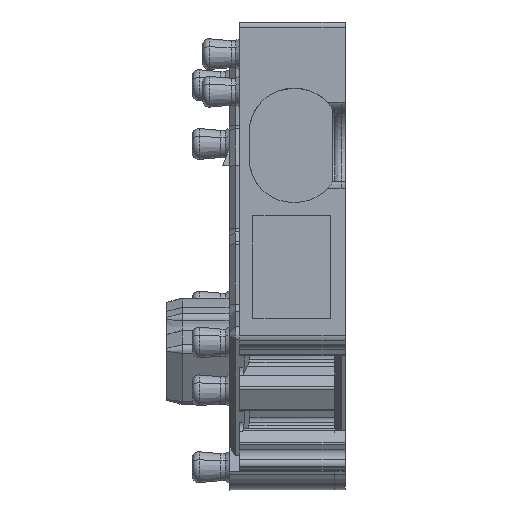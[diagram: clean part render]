
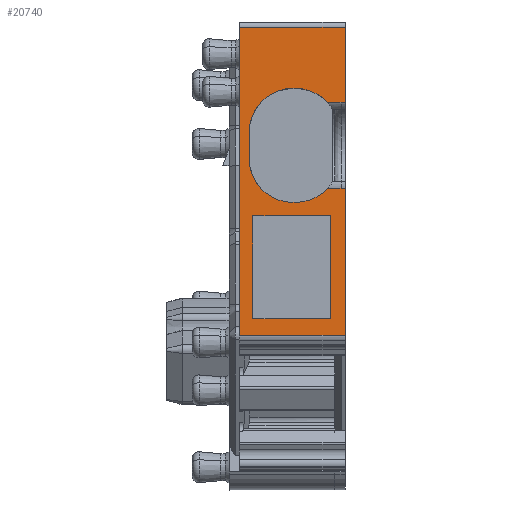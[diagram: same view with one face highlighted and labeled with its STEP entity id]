
A CAD part, top view. The second image highlights one B-rep face of the part: STEP entity #20740.
In plain terms, the highlighted planar face has unit normal (0, 0, 1).
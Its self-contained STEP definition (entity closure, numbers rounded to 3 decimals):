
#20590=AXIS2_PLACEMENT_3D('Plane Axis2P3D',#20587,#20588,#20589) ;
#20594=AXIS2_PLACEMENT_3D('Circle Axis2P3D',#20592,#20593,$) ;
#20610=AXIS2_PLACEMENT_3D('Circle Axis2P3D',#20608,#20609,$) ;
#20617=AXIS2_PLACEMENT_3D('Circle Axis2P3D',#20615,#20616,$) ;
#20631=AXIS2_PLACEMENT_3D('Circle Axis2P3D',#20629,#20630,$) ;
#20669=AXIS2_PLACEMENT_3D('Circle Axis2P3D',#20667,#20668,$) ;
#20683=AXIS2_PLACEMENT_3D('Circle Axis2P3D',#20681,#20682,$) ;
#15293=CARTESIAN_POINT('Vertex',(3.5,7.434,40.75)) ;
#15296=CARTESIAN_POINT('Line Origine',(3.5,14.867,40.75)) ;
#15300=CARTESIAN_POINT('Vertex',(3.5,22.3,40.75)) ;
#15887=CARTESIAN_POINT('Vertex',(8.6,22.3,40.75)) ;
#15890=CARTESIAN_POINT('Line Origine',(8.6,20.487,40.75)) ;
#15894=CARTESIAN_POINT('Vertex',(8.6,18.675,40.75)) ;
#15944=CARTESIAN_POINT('Vertex',(8.6,14.525,40.75)) ;
#15947=CARTESIAN_POINT('Line Origine',(8.6,10.979,40.75)) ;
#15951=CARTESIAN_POINT('Vertex',(8.6,7.434,40.75)) ;
#20575=CARTESIAN_POINT('Line Origine',(7.19,22.3,40.75)) ;
#20587=CARTESIAN_POINT('Axis2P3D Location',(3.5,22.3,40.75)) ;
#20592=CARTESIAN_POINT('Axis2P3D Location',(6.075,15.95,40.75)) ;
#20596=CARTESIAN_POINT('Vertex',(3.975,15.95,40.75)) ;
#20598=CARTESIAN_POINT('Vertex',(4.532,14.525,40.75)) ;
#20601=CARTESIAN_POINT('Line Origine',(3.975,16.6,40.75)) ;
#20605=CARTESIAN_POINT('Vertex',(3.975,17.25,40.75)) ;
#20608=CARTESIAN_POINT('Axis2P3D Location',(6.075,17.25,40.75)) ;
#20612=CARTESIAN_POINT('Vertex',(4.532,18.675,40.75)) ;
#20615=CARTESIAN_POINT('Axis2P3D Location',(6.075,17.25,40.75)) ;
#20619=CARTESIAN_POINT('Vertex',(6.075,19.35,40.75)) ;
#20622=CARTESIAN_POINT('Line Origine',(6.138,19.35,40.75)) ;
#20626=CARTESIAN_POINT('Vertex',(6.2,19.35,40.75)) ;
#20629=CARTESIAN_POINT('Axis2P3D Location',(6.2,17.25,40.75)) ;
#20633=CARTESIAN_POINT('Vertex',(7.743,18.675,40.75)) ;
#20636=CARTESIAN_POINT('Line Origine',(8.071,18.675,40.75)) ;
#20640=CARTESIAN_POINT('Vertex',(8.4,18.675,40.75)) ;
#20643=CARTESIAN_POINT('Line Origine',(8.5,18.675,40.75)) ;
#20648=CARTESIAN_POINT('Line Origine',(6.05,7.434,40.75)) ;
#20653=CARTESIAN_POINT('Line Origine',(8.5,14.525,40.75)) ;
#20657=CARTESIAN_POINT('Vertex',(8.4,14.525,40.75)) ;
#20660=CARTESIAN_POINT('Line Origine',(8.071,14.525,40.75)) ;
#20664=CARTESIAN_POINT('Vertex',(7.743,14.525,40.75)) ;
#20667=CARTESIAN_POINT('Axis2P3D Location',(6.2,15.95,40.75)) ;
#20671=CARTESIAN_POINT('Vertex',(6.2,13.85,40.75)) ;
#20674=CARTESIAN_POINT('Line Origine',(6.138,13.85,40.75)) ;
#20678=CARTESIAN_POINT('Vertex',(6.075,13.85,40.75)) ;
#20681=CARTESIAN_POINT('Axis2P3D Location',(6.075,15.95,40.75)) ;
#20706=CARTESIAN_POINT('Line Origine',(6.025,8.245,40.75)) ;
#20710=CARTESIAN_POINT('Vertex',(4.15,8.245,40.75)) ;
#20712=CARTESIAN_POINT('Vertex',(7.9,8.245,40.75)) ;
#20715=CARTESIAN_POINT('Line Origine',(4.15,10.725,40.75)) ;
#20719=CARTESIAN_POINT('Vertex',(4.15,13.204,40.75)) ;
#20722=CARTESIAN_POINT('Line Origine',(6.025,13.204,40.75)) ;
#20726=CARTESIAN_POINT('Vertex',(7.9,13.204,40.75)) ;
#20729=CARTESIAN_POINT('Line Origine',(7.9,10.725,40.75)) ;
#15297=DIRECTION('Vector Direction',(0.,-1.,0.)) ;
#15891=DIRECTION('Vector Direction',(0.,-1.,0.)) ;
#15948=DIRECTION('Vector Direction',(0.,-1.,0.)) ;
#20576=DIRECTION('Vector Direction',(1.,0.,0.)) ;
#20588=DIRECTION('Axis2P3D Direction',(0.,0.,1.)) ;
#20589=DIRECTION('Axis2P3D XDirection',(0.,-1.,0.)) ;
#20593=DIRECTION('Axis2P3D Direction',(0.,0.,1.)) ;
#20602=DIRECTION('Vector Direction',(0.,-1.,0.)) ;
#20609=DIRECTION('Axis2P3D Direction',(0.,0.,1.)) ;
#20616=DIRECTION('Axis2P3D Direction',(0.,0.,1.)) ;
#20623=DIRECTION('Vector Direction',(-1.,0.,0.)) ;
#20630=DIRECTION('Axis2P3D Direction',(0.,0.,1.)) ;
#20637=DIRECTION('Vector Direction',(-1.,0.,0.)) ;
#20644=DIRECTION('Vector Direction',(1.,0.,0.)) ;
#20649=DIRECTION('Vector Direction',(1.,0.,0.)) ;
#20654=DIRECTION('Vector Direction',(1.,0.,0.)) ;
#20661=DIRECTION('Vector Direction',(-1.,0.,0.)) ;
#20668=DIRECTION('Axis2P3D Direction',(0.,0.,1.)) ;
#20675=DIRECTION('Vector Direction',(1.,0.,0.)) ;
#20682=DIRECTION('Axis2P3D Direction',(0.,0.,1.)) ;
#20707=DIRECTION('Vector Direction',(1.,0.,0.)) ;
#20716=DIRECTION('Vector Direction',(0.,-1.,0.)) ;
#20723=DIRECTION('Vector Direction',(1.,0.,0.)) ;
#20730=DIRECTION('Vector Direction',(0.,-1.,0.)) ;
#15298=VECTOR('Line Direction',#15297,1.) ;
#15892=VECTOR('Line Direction',#15891,1.) ;
#15949=VECTOR('Line Direction',#15948,1.) ;
#20577=VECTOR('Line Direction',#20576,1.) ;
#20603=VECTOR('Line Direction',#20602,1.) ;
#20624=VECTOR('Line Direction',#20623,1.) ;
#20638=VECTOR('Line Direction',#20637,1.) ;
#20645=VECTOR('Line Direction',#20644,1.) ;
#20650=VECTOR('Line Direction',#20649,1.) ;
#20655=VECTOR('Line Direction',#20654,1.) ;
#20662=VECTOR('Line Direction',#20661,1.) ;
#20676=VECTOR('Line Direction',#20675,1.) ;
#20708=VECTOR('Line Direction',#20707,1.) ;
#20717=VECTOR('Line Direction',#20716,1.) ;
#20724=VECTOR('Line Direction',#20723,1.) ;
#20731=VECTOR('Line Direction',#20730,1.) ;
#20687=ORIENTED_EDGE('',*,*,#20600,.F.) ;
#20688=ORIENTED_EDGE('',*,*,#20607,.F.) ;
#20689=ORIENTED_EDGE('',*,*,#20614,.F.) ;
#20690=ORIENTED_EDGE('',*,*,#20621,.F.) ;
#20691=ORIENTED_EDGE('',*,*,#20628,.F.) ;
#20692=ORIENTED_EDGE('',*,*,#20635,.F.) ;
#20693=ORIENTED_EDGE('',*,*,#20642,.F.) ;
#20694=ORIENTED_EDGE('',*,*,#20647,.T.) ;
#20695=ORIENTED_EDGE('',*,*,#15896,.F.) ;
#20696=ORIENTED_EDGE('',*,*,#20579,.F.) ;
#20697=ORIENTED_EDGE('',*,*,#15302,.T.) ;
#20698=ORIENTED_EDGE('',*,*,#20652,.T.) ;
#20699=ORIENTED_EDGE('',*,*,#15953,.F.) ;
#20700=ORIENTED_EDGE('',*,*,#20659,.F.) ;
#20701=ORIENTED_EDGE('',*,*,#20666,.T.) ;
#20702=ORIENTED_EDGE('',*,*,#20673,.F.) ;
#20703=ORIENTED_EDGE('',*,*,#20680,.F.) ;
#20704=ORIENTED_EDGE('',*,*,#20685,.F.) ;
#20735=ORIENTED_EDGE('',*,*,#20714,.F.) ;
#20736=ORIENTED_EDGE('',*,*,#20721,.F.) ;
#20737=ORIENTED_EDGE('',*,*,#20728,.F.) ;
#20738=ORIENTED_EDGE('',*,*,#20733,.F.) ;
#20739=FACE_BOUND('',#20734,.T.) ;
#20740=ADVANCED_FACE('V2',(#20705,#20739),#20591,.T.) ;
#20595=CIRCLE('generated circle',#20594,2.1) ;
#20611=CIRCLE('generated circle',#20610,2.1) ;
#20618=CIRCLE('generated circle',#20617,2.1) ;
#20632=CIRCLE('generated circle',#20631,2.1) ;
#20670=CIRCLE('generated circle',#20669,2.1) ;
#20684=CIRCLE('generated circle',#20683,2.1) ;
#15302=EDGE_CURVE('',#15301,#15294,#15299,.T.) ;
#15896=EDGE_CURVE('',#15888,#15895,#15893,.T.) ;
#15953=EDGE_CURVE('',#15945,#15952,#15950,.T.) ;
#20579=EDGE_CURVE('',#15301,#15888,#20578,.T.) ;
#20600=EDGE_CURVE('',#20597,#20599,#20595,.T.) ;
#20607=EDGE_CURVE('',#20606,#20597,#20604,.T.) ;
#20614=EDGE_CURVE('',#20613,#20606,#20611,.T.) ;
#20621=EDGE_CURVE('',#20620,#20613,#20618,.T.) ;
#20628=EDGE_CURVE('',#20627,#20620,#20625,.T.) ;
#20635=EDGE_CURVE('',#20634,#20627,#20632,.T.) ;
#20642=EDGE_CURVE('',#20641,#20634,#20639,.T.) ;
#20647=EDGE_CURVE('',#20641,#15895,#20646,.T.) ;
#20652=EDGE_CURVE('',#15294,#15952,#20651,.T.) ;
#20659=EDGE_CURVE('',#20658,#15945,#20656,.T.) ;
#20666=EDGE_CURVE('',#20658,#20665,#20663,.T.) ;
#20673=EDGE_CURVE('',#20672,#20665,#20670,.T.) ;
#20680=EDGE_CURVE('',#20679,#20672,#20677,.T.) ;
#20685=EDGE_CURVE('',#20599,#20679,#20684,.T.) ;
#20714=EDGE_CURVE('',#20711,#20713,#20709,.T.) ;
#20721=EDGE_CURVE('',#20720,#20711,#20718,.T.) ;
#20728=EDGE_CURVE('',#20727,#20720,#20725,.F.) ;
#20733=EDGE_CURVE('',#20713,#20727,#20732,.F.) ;
#20686=EDGE_LOOP('',(#20687,#20688,#20689,#20690,#20691,#20692,#20693,#20694,#20695,#20696,#20697,#20698,#20699,#20700,#20701,#20702,#20703,#20704)) ;
#20734=EDGE_LOOP('',(#20735,#20736,#20737,#20738)) ;
#20705=FACE_OUTER_BOUND('',#20686,.T.) ;
#15299=LINE('Line',#15296,#15298) ;
#15893=LINE('Line',#15890,#15892) ;
#15950=LINE('Line',#15947,#15949) ;
#20578=LINE('Line',#20575,#20577) ;
#20604=LINE('Line',#20601,#20603) ;
#20625=LINE('Line',#20622,#20624) ;
#20639=LINE('Line',#20636,#20638) ;
#20646=LINE('Line',#20643,#20645) ;
#20651=LINE('Line',#20648,#20650) ;
#20656=LINE('Line',#20653,#20655) ;
#20663=LINE('Line',#20660,#20662) ;
#20677=LINE('Line',#20674,#20676) ;
#20709=LINE('Line',#20706,#20708) ;
#20718=LINE('Line',#20715,#20717) ;
#20725=LINE('Line',#20722,#20724) ;
#20732=LINE('Line',#20729,#20731) ;
#20591=PLANE('',#20590) ;
#15294=VERTEX_POINT('',#15293) ;
#15301=VERTEX_POINT('',#15300) ;
#15888=VERTEX_POINT('',#15887) ;
#15895=VERTEX_POINT('',#15894) ;
#15945=VERTEX_POINT('',#15944) ;
#15952=VERTEX_POINT('',#15951) ;
#20597=VERTEX_POINT('',#20596) ;
#20599=VERTEX_POINT('',#20598) ;
#20606=VERTEX_POINT('',#20605) ;
#20613=VERTEX_POINT('',#20612) ;
#20620=VERTEX_POINT('',#20619) ;
#20627=VERTEX_POINT('',#20626) ;
#20634=VERTEX_POINT('',#20633) ;
#20641=VERTEX_POINT('',#20640) ;
#20658=VERTEX_POINT('',#20657) ;
#20665=VERTEX_POINT('',#20664) ;
#20672=VERTEX_POINT('',#20671) ;
#20679=VERTEX_POINT('',#20678) ;
#20711=VERTEX_POINT('',#20710) ;
#20713=VERTEX_POINT('',#20712) ;
#20720=VERTEX_POINT('',#20719) ;
#20727=VERTEX_POINT('',#20726) ;
